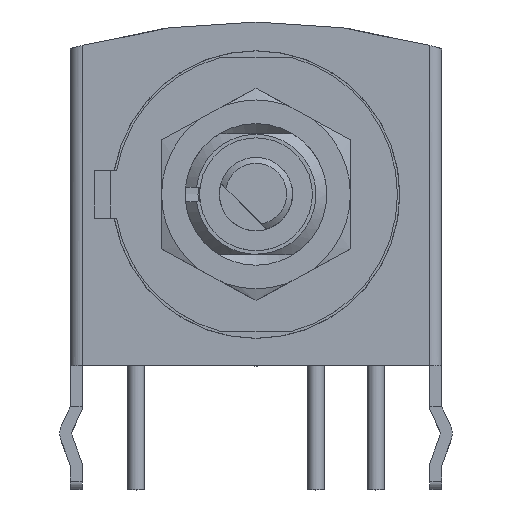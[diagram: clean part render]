
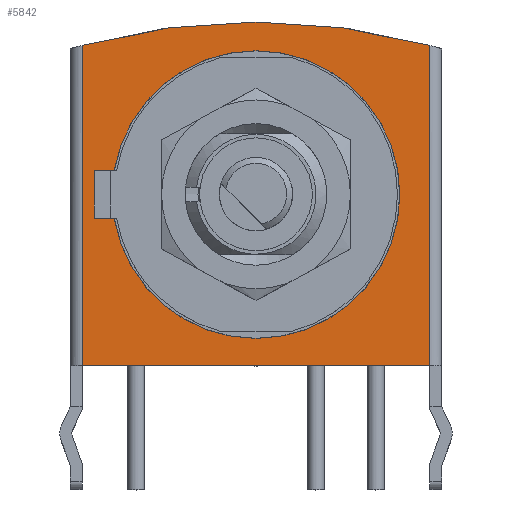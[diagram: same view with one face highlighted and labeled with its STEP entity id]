
A CAD part, top view. The second image highlights one B-rep face of the part: STEP entity #5842.
In plain terms, the highlighted face is planar.
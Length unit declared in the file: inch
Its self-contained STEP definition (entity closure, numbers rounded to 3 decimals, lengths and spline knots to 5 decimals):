
#319=CIRCLE('',#6379,1.1);
#320=CIRCLE('',#6380,0.24);
#1118=ORIENTED_EDGE('',*,*,#2526,.T.);
#1119=ORIENTED_EDGE('',*,*,#2527,.T.);
#1120=ORIENTED_EDGE('',*,*,#2442,.T.);
#1121=ORIENTED_EDGE('',*,*,#2528,.F.);
#1122=ORIENTED_EDGE('',*,*,#2529,.F.);
#2442=EDGE_CURVE('',#3210,#3209,#3754,.T.);
#2526=EDGE_CURVE('',#3270,#3271,#319,.T.);
#2527=EDGE_CURVE('',#3271,#3210,#3816,.T.);
#2528=EDGE_CURVE('',#3270,#3209,#3817,.T.);
#2529=EDGE_CURVE('',#3272,#3272,#320,.F.);
#3209=VERTEX_POINT('',#9107);
#3210=VERTEX_POINT('',#9109);
#3270=VERTEX_POINT('',#9272);
#3271=VERTEX_POINT('',#9273);
#3272=VERTEX_POINT('',#9277);
#3754=LINE('',#9108,#4379);
#3816=LINE('',#9274,#4441);
#3817=LINE('',#9275,#4442);
#4379=VECTOR('',#7309,39.37008);
#4441=VECTOR('',#7455,39.37008);
#4442=VECTOR('',#7456,39.37008);
#4951=EDGE_LOOP('',(#1118,#1119,#1120,#1121));
#4952=EDGE_LOOP('',(#1122));
#5304=FACE_BOUND('',#4951,.T.);
#5305=FACE_BOUND('',#4952,.T.);
#5580=PLANE('',#6378);
#5842=ADVANCED_FACE('',(#5304,#5305),#5580,.F.);
#6378=AXIS2_PLACEMENT_3D('',#9270,#7451,#7452);
#6379=AXIS2_PLACEMENT_3D('',#9271,#7453,#7454);
#6380=AXIS2_PLACEMENT_3D('',#9276,#7457,#7458);
#7309=DIRECTION('',(0.,0.,1.));
#7451=DIRECTION('',(0.,-1.,0.));
#7452=DIRECTION('',(0.,0.,-1.));
#7453=DIRECTION('',(0.,1.,0.));
#7454=DIRECTION('',(1.,0.,0.));
#7455=DIRECTION('',(-1.,0.,0.));
#7456=DIRECTION('',(-1.,0.,0.));
#7457=DIRECTION('',(0.,-1.,0.));
#7458=DIRECTION('',(0.,0.,-1.));
#9107=CARTESIAN_POINT('',(-0.2855,-0.02,0.29));
#9108=CARTESIAN_POINT('',(-0.2855,-0.02,-0.31));
#9109=CARTESIAN_POINT('',(-0.2855,-0.02,-0.29));
#9270=CARTESIAN_POINT('',(0.242,-0.02,-0.31));
#9271=CARTESIAN_POINT('',(-0.812,-0.02,0.));
#9272=CARTESIAN_POINT('',(0.24908,-0.02,0.29));
#9273=CARTESIAN_POINT('',(0.24908,-0.02,-0.29));
#9274=CARTESIAN_POINT('',(0.2855,-0.02,-0.29));
#9275=CARTESIAN_POINT('',(0.2855,-0.02,0.29));
#9276=CARTESIAN_POINT('',(0.,-0.02,0.));
#9277=CARTESIAN_POINT('',(0.,-0.02,-0.24));
